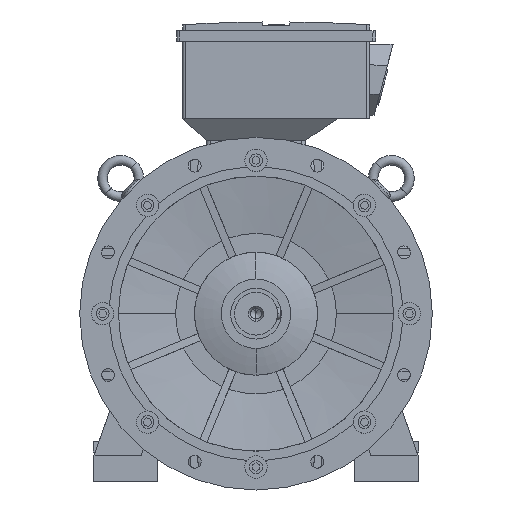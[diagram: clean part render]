
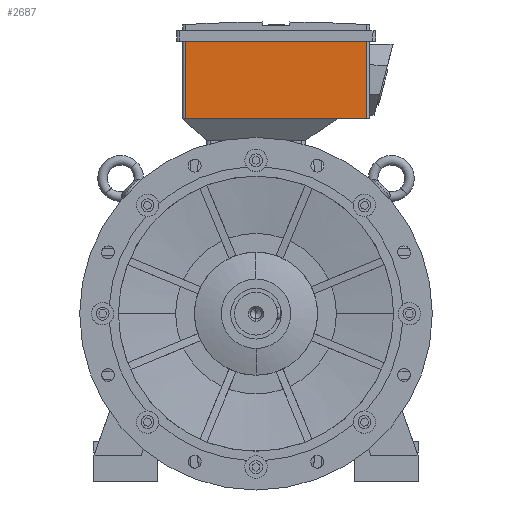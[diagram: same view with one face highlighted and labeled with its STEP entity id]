
A CAD part, left-side view. The second image highlights one B-rep face of the part: STEP entity #2687.
In plain terms, the highlighted planar face has unit normal (-1, 0, 0).
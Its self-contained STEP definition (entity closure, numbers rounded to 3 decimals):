
#2687=ADVANCED_FACE('',(#6469),#6470,.T.);
#6469=FACE_OUTER_BOUND('',#11345,.T.);
#6470=PLANE('',#11346);
#11345=EDGE_LOOP('',(#19322,#19323,#19324,#19325,#19326));
#11346=AXIS2_PLACEMENT_3D('',#19327,#19328,#19329);
#19322=ORIENTED_EDGE('',*,*,#31664,.T.);
#19323=ORIENTED_EDGE('',*,*,#31592,.T.);
#19324=ORIENTED_EDGE('',*,*,#31590,.T.);
#19325=ORIENTED_EDGE('',*,*,#31584,.T.);
#19326=ORIENTED_EDGE('',*,*,#31662,.F.);
#19327=CARTESIAN_POINT('',(5.0,-37.75,325.0));
#19328=DIRECTION('',(-1.0,0.0,0.0));
#19329=DIRECTION('',(0.0,-1.0,0.0));
#31584=EDGE_CURVE('',#38542,#38540,#38543,.T.);
#31590=EDGE_CURVE('',#38549,#38542,#38551,.T.);
#31592=EDGE_CURVE('',#38553,#38549,#38554,.T.);
#31662=EDGE_CURVE('',#38645,#38540,#38647,.T.);
#31664=EDGE_CURVE('',#38645,#38553,#38649,.T.);
#38540=VERTEX_POINT('',#50067);
#38542=VERTEX_POINT('',#50069);
#38543=LINE('',#50070,#50071);
#38549=VERTEX_POINT('',#50078);
#38551=LINE('',#50080,#50081);
#38553=VERTEX_POINT('',#50083);
#38554=LINE('',#50084,#50085);
#38645=VERTEX_POINT('',#50191);
#38647=LINE('',#50193,#50194);
#38649=LINE('',#50196,#50197);
#50067=CARTESIAN_POINT('',(5.0,132.25,510.0));
#50069=CARTESIAN_POINT('',(5.0,-207.75,510.0));
#50070=CARTESIAN_POINT('',(5.0,-37.75,510.0));
#50071=VECTOR('',#71943,1.0);
#50078=CARTESIAN_POINT('',(5.0,-207.75,365.0));
#50080=CARTESIAN_POINT('',(5.0,-207.75,325.0));
#50081=VECTOR('',#71954,1.0);
#50083=CARTESIAN_POINT('',(5.0,-152.75,365.0));
#50084=CARTESIAN_POINT('',(5.0,49.75,365.0));
#50085=VECTOR('',#71955,1.0);
#50191=CARTESIAN_POINT('',(5.0,132.25,365.0));
#50193=CARTESIAN_POINT('',(5.0,132.25,325.0));
#50194=VECTOR('',#72067,1.0);
#50196=CARTESIAN_POINT('',(5.0,49.75,365.0));
#50197=VECTOR('',#72068,1.0);
#71943=DIRECTION('',(0.0,1.0,-0.0));
#71954=DIRECTION('',(0.0,0.0,1.0));
#71955=DIRECTION('',(0.0,-1.0,0.0));
#72067=DIRECTION('',(0.0,0.0,1.0));
#72068=DIRECTION('',(0.0,-1.0,0.0));
